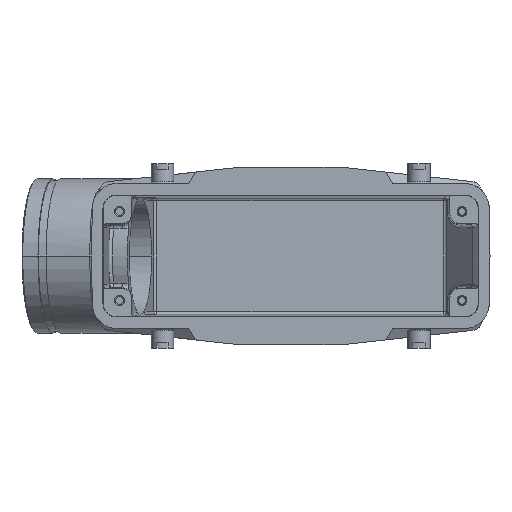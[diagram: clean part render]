
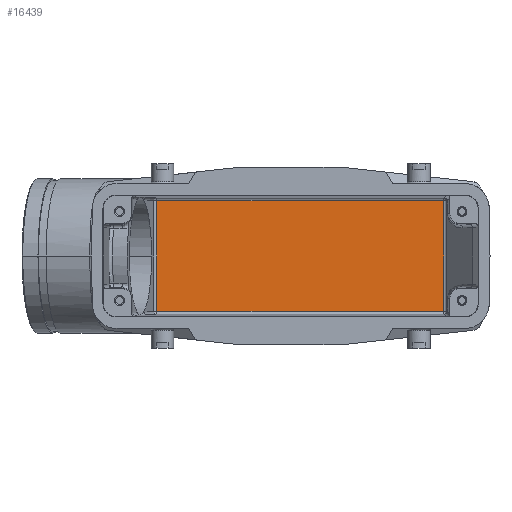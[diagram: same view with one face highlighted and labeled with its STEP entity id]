
A CAD part, front view. The second image highlights one B-rep face of the part: STEP entity #16439.
In plain terms, the highlighted planar face has unit normal (0, -1, 0).
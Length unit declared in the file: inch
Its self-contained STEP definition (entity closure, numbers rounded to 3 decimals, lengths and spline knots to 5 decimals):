
#5787=DIRECTION('',(0.,0.,-1.));
#5788=VECTOR('',#5787,1.31858);
#5789=CARTESIAN_POINT('',(-1.60187,2.51969,
0.65929));
#5790=LINE('',#5789,#5788);
#5814=DIRECTION('',(-1.,0.,0.));
#5815=VECTOR('',#5814,3.42864);
#5816=CARTESIAN_POINT('',(1.82677,2.51969,0.65929));
#5817=LINE('',#5816,#5815);
#5856=DIRECTION('',(0.,0.,1.));
#5857=VECTOR('',#5856,1.31858);
#5858=CARTESIAN_POINT('',(1.82677,2.51969,
-0.65929));
#5859=LINE('',#5858,#5857);
#5959=DIRECTION('',(1.,0.,0.));
#5960=VECTOR('',#5959,3.42864);
#5961=CARTESIAN_POINT('',(-1.60187,2.51969,
-0.65929));
#5962=LINE('',#5961,#5960);
#7558=CARTESIAN_POINT('',(-1.60187,2.51969,
0.65929));
#7559=VERTEX_POINT('',#7558);
#7560=CARTESIAN_POINT('',(-1.60187,2.51969,
-0.65929));
#7561=VERTEX_POINT('',#7560);
#7562=CARTESIAN_POINT('',(1.82677,2.51969,0.65929));
#7563=VERTEX_POINT('',#7562);
#7564=CARTESIAN_POINT('',(1.82677,2.51969,
-0.65929));
#7565=VERTEX_POINT('',#7564);
#16428=CARTESIAN_POINT('',(-1.95659,2.51969,
-0.84646));
#16429=DIRECTION('',(0.,-1.,0.));
#16430=DIRECTION('',(0.,0.,-1.));
#16431=AXIS2_PLACEMENT_3D('',#16428,#16429,#16430);
#16432=PLANE('',#16431);
#16433=ORIENTED_EDGE('',*,*,#16242,.F.);
#16434=ORIENTED_EDGE('',*,*,#16293,.F.);
#16435=ORIENTED_EDGE('',*,*,#16410,.F.);
#16436=ORIENTED_EDGE('',*,*,#16212,.F.);
#16437=EDGE_LOOP('',(#16433,#16434,#16435,#16436));
#16438=FACE_OUTER_BOUND('',#16437,.F.);
#16439=ADVANCED_FACE('',(#16438),#16432,.T.);
#16212=EDGE_CURVE('',#7559,#7561,#5790,.T.);
#16242=EDGE_CURVE('',#7563,#7559,#5817,.T.);
#16293=EDGE_CURVE('',#7565,#7563,#5859,.T.);
#16410=EDGE_CURVE('',#7561,#7565,#5962,.T.);
